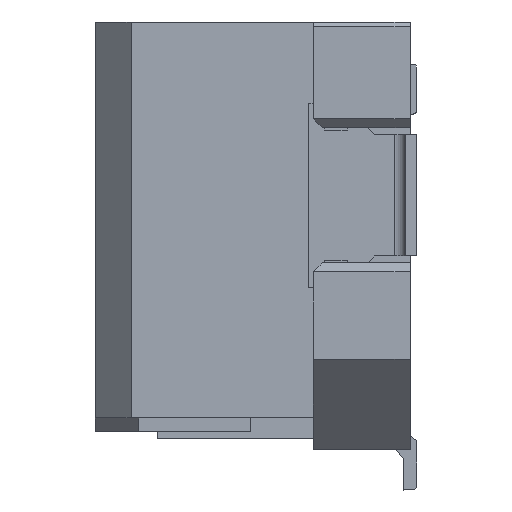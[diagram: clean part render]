
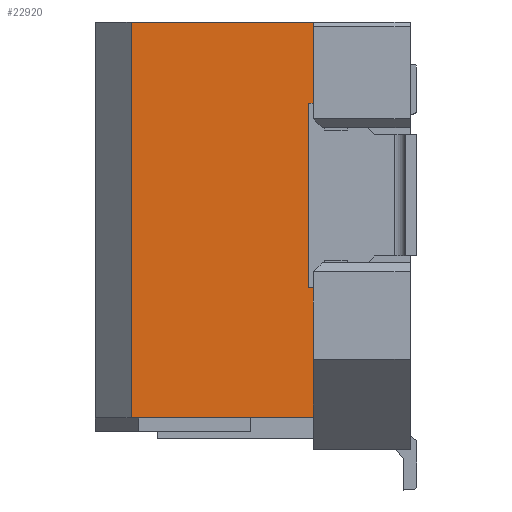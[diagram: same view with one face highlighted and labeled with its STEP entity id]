
A CAD part, left-side view. The second image highlights one B-rep face of the part: STEP entity #22920.
In plain terms, the highlighted planar face has unit normal (-1, 0, 0).
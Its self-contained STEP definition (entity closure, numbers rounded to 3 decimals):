
#21500=CARTESIAN_POINT('',(45.66,-91.45,
7.));
#21510=VERTEX_POINT('',#21500);
#21540=CARTESIAN_POINT('',(45.66,-89.086,
7.));
#21550=DIRECTION('',(0.,-1.,0.));
#21560=VECTOR('',#21550,1.);
#21570=LINE('',#21540,#21560);
#21580=CARTESIAN_POINT('',(45.66,-87.4,
7.));
#21590=VERTEX_POINT('',#21580);
#21600=EDGE_CURVE('',#21590,#21510,#21570,.T.);
#22120=CARTESIAN_POINT('',(45.66,-91.45,
5.35));
#22130=VERTEX_POINT('',#22120);
#22420=CARTESIAN_POINT('',(45.66,-91.45,
0.95));
#22430=VERTEX_POINT('',#22420);
#22460=CARTESIAN_POINT('',(45.66,-91.45,
0.5));
#22470=DIRECTION('',(0.,0.,-1.));
#22480=VECTOR('',#22470,1.);
#22490=LINE('',#22460,#22480);
#22500=EDGE_CURVE('',#22130,#22430,#22490,.T.);
#22550=CARTESIAN_POINT('',(45.66,-86.6,
-2.1));
#22560=DIRECTION('',(-1.,0.,0.));
#22570=DIRECTION('',(0.,0.,-1.));
#22580=AXIS2_PLACEMENT_3D('',#22550,#22560,#22570);
#22590=PLANE('',#22580);
#22600=CARTESIAN_POINT('',(45.66,-91.45,
0.5));
#22610=DIRECTION('',(0.,0.,1.));
#22620=VECTOR('',#22610,1.);
#22630=LINE('',#22600,#22620);
#22640=EDGE_CURVE('',#22130,#21510,#22630,.T.);
#22650=ORIENTED_EDGE('',*,*,#22640,.T.);
#22660=ORIENTED_EDGE('',*,*,#22500,.F.);
#22670=CARTESIAN_POINT('',(45.66,-91.45,
0.5));
#22680=DIRECTION('',(0.,0.,1.));
#22690=VECTOR('',#22680,1.);
#22700=LINE('',#22670,#22690);
#22710=CARTESIAN_POINT('',(45.66,-91.45,
-1.8));
#22720=VERTEX_POINT('',#22710);
#22730=EDGE_CURVE('',#22720,#22430,#22700,.T.);
#22740=ORIENTED_EDGE('',*,*,#22730,.T.);
#22750=CARTESIAN_POINT('',(45.66,-89.086,
-1.8));
#22760=DIRECTION('',(0.,-1.,0.));
#22770=VECTOR('',#22760,1.);
#22780=LINE('',#22750,#22770);
#22790=CARTESIAN_POINT('',(45.66,-87.4,
-1.8));
#22800=VERTEX_POINT('',#22790);
#22810=EDGE_CURVE('',#22800,#22720,#22780,.T.);
#22820=ORIENTED_EDGE('',*,*,#22810,.T.);
#22830=CARTESIAN_POINT('',(45.66,-87.4,
2.6));
#22840=DIRECTION('',(0.,0.,-1.));
#22850=VECTOR('',#22840,1.);
#22860=LINE('',#22830,#22850);
#22870=EDGE_CURVE('',#21590,#22800,#22860,.T.);
#22880=ORIENTED_EDGE('',*,*,#22870,.T.);
#22890=ORIENTED_EDGE('',*,*,#21600,.F.);
#22900=EDGE_LOOP('',(#22890,#22880,#22820,#22740,#22660,#22650));
#22910=FACE_OUTER_BOUND('',#22900,.T.);
#22920=ADVANCED_FACE('',(#22910),#22590,.T.);
